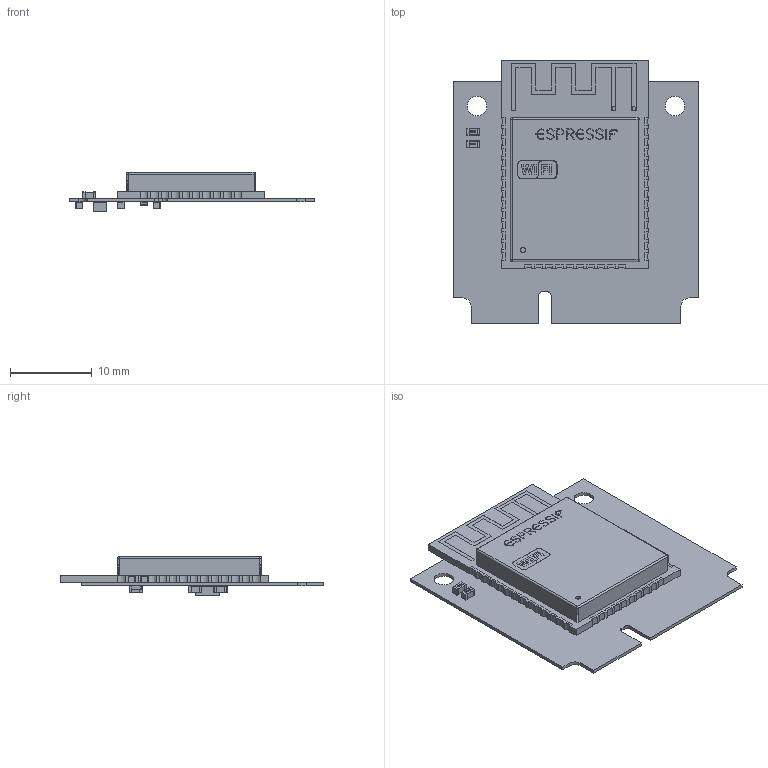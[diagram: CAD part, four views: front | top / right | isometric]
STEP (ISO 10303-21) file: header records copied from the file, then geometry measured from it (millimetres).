
FILE_DESCRIPTION(('Open CASCADE Model'),'2;1');
FILE_NAME('Open CASCADE Shape Model','2021-09-30T13:16:13',('Author'),( 'Open CASCADE'),'Open CASCADE STEP processor 6.8','Open CASCADE 6.8' ,'Unknown');
FILE_SCHEMA(('AUTOMOTIVE_DESIGN { 1 0 10303 214 1 1 1 1 }'));
Length unit declared in the file: millimetre
Products named in the file (27): PCB; Board; Open CASCADE STEP translator 6.8 1.1.1; U1; 6547029536; Extruded; R1; R_0603; LOGO?; C7; C_0603; C6; C5; C4; C3; C2; C1; MD1; UNK_Espressif_Systems_ESP32-WROOM-32D_eec; pcb; pads; antenna; shell; logo
Assembly tree (32 placements, depth 4):
  PCB
    Board
      Open CASCADE STEP translator 6.8 1.1.1
    U1
      6547029536
        Extruded
    R1
      R_0603
        R_0603
        LOGO?
    C7
      C_0603
        LOGO?
        C_0603
    C6
      C_0603
        LOGO?
        C_0603
    C5
      C_0603
        LOGO?
        C_0603
    C4
      C_0603
        LOGO?
        C_0603
    C3
      C_0603
        LOGO?
        C_0603
    C2
      C_0603
        LOGO?
        C_0603
    C1
      C_0603
        LOGO?
        C_0603
    MD1
      UNK_Espressif_Systems_ESP32-WROOM-32D_eec
        pcb
        pads
        antenna
        shell
        logo
Bounding box: 29.97 x 32.26 x 4.8 mm (x, y, z)
Volume: 898.4 mm3; surface area: 3962.3 mm2
Topology: 195 solids, 195 shells, 2589 faces, 6307 edges, 4109 vertices
Faces by surface type: plane 1608, bspline 584, cylinder 337, sphere 60
Full cylindrical faces by diameter (mm): 0.5 x2, 0.6 x1, 2.4 x2
Entity records: 48655 total; most frequent: CARTESIAN_POINT 13816, ORIENTED_EDGE 6814, DIRECTION 5854, EDGE_CURVE 3407, LINE 2840, VECTOR 2840, VERTEX_POINT 2261, AXIS2_PLACEMENT_3D 1507
